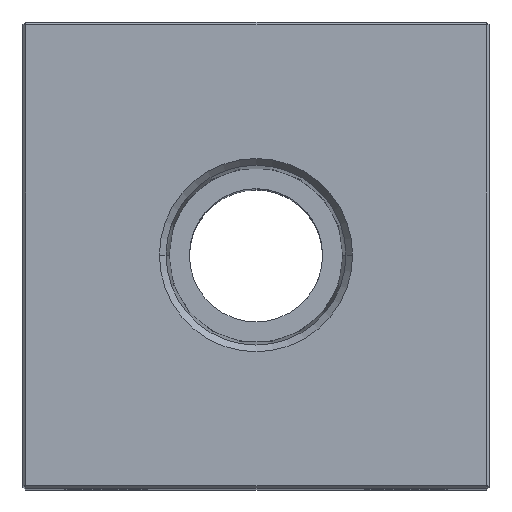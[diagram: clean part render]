
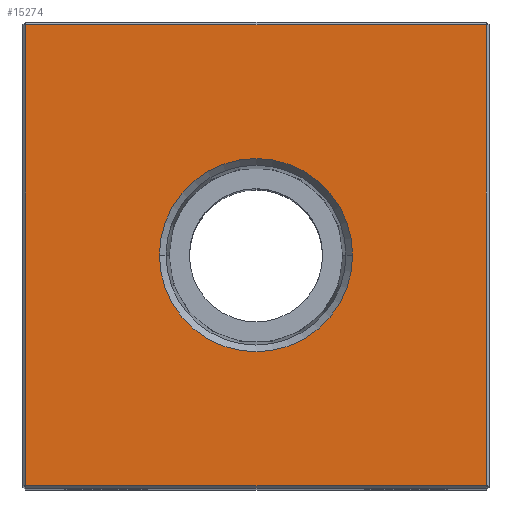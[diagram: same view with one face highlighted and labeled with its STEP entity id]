
A CAD part, top view. The second image highlights one B-rep face of the part: STEP entity #15274.
In plain terms, the highlighted planar face has unit normal (0, 0, 1).
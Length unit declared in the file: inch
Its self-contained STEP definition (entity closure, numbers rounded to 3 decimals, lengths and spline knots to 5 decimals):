
#107 = LINE ( 'NONE', #19942, #19760 ) ;
#256 = DIRECTION ( 'NONE',  ( 0., 0., 1. ) ) ;
#478 = CARTESIAN_POINT ( 'NONE',  ( 0., 0., 3.75 ) ) ;
#623 = EDGE_CURVE ( 'NONE', #24624, #22252, #30324, .T. ) ;
#1461 = ORIENTED_EDGE ( 'NONE', *, *, #23672, .T. ) ;
#1522 = EDGE_CURVE ( 'NONE', #17745, #9813, #8040, .T. ) ;
#2682 = DIRECTION ( 'NONE',  ( 0., 0., 1. ) ) ;
#2950 = VECTOR ( 'NONE', #19367, 39.37008 ) ;
#3332 = EDGE_CURVE ( 'NONE', #22252, #14645, #9902, .T. ) ;
#3437 = VECTOR ( 'NONE', #20829, 39.37008 ) ;
#4011 = AXIS2_PLACEMENT_3D ( 'NONE', #14590, #31731, #17084 ) ;
#6763 = CARTESIAN_POINT ( 'NONE',  ( 0.865, 0.865, 3.75 ) ) ;
#8040 = CIRCLE ( 'NONE', #23265, 0.3626 ) ;
#8298 = AXIS2_PLACEMENT_3D ( 'NONE', #17395, #2682, #19856 ) ;
#9334 = CARTESIAN_POINT ( 'NONE',  ( 0.865, -0.865, 3.75 ) ) ;
#9395 = CARTESIAN_POINT ( 'NONE',  ( -0.865, -0.865, 3.75 ) ) ;
#9448 = LINE ( 'NONE', #11980, #2950 ) ;
#9813 = VERTEX_POINT ( 'NONE', #20494 ) ;
#9902 = LINE ( 'NONE', #21025, #3437 ) ;
#10432 = ORIENTED_EDGE ( 'NONE', *, *, #3332, .T. ) ;
#10473 = EDGE_CURVE ( 'NONE', #14645, #17272, #9448, .T. ) ;
#11496 = VECTOR ( 'NONE', #22174, 39.37008 ) ;
#11980 = CARTESIAN_POINT ( 'NONE',  ( 0., -0.865, 3.75 ) ) ;
#14478 = PLANE ( 'NONE',  #4011 ) ;
#14590 = CARTESIAN_POINT ( 'NONE',  ( 0., 0., 3.75 ) ) ;
#14645 = VERTEX_POINT ( 'NONE', #9395 ) ;
#15243 = FACE_OUTER_BOUND ( 'NONE', #19852, .T. ) ;
#15274 = ADVANCED_FACE ( 'NONE', ( #15243, #28317 ), #14478, .F. ) ;
#15941 = ORIENTED_EDGE ( 'NONE', *, *, #25944, .F. ) ;
#17084 = DIRECTION ( 'NONE',  ( -1., 0., 0. ) ) ;
#17173 = CARTESIAN_POINT ( 'NONE',  ( 0., 0.865, 3.75 ) ) ;
#17272 = VERTEX_POINT ( 'NONE', #9334 ) ;
#17395 = CARTESIAN_POINT ( 'NONE',  ( 0., 0., 3.75 ) ) ;
#17745 = VERTEX_POINT ( 'NONE', #27025 ) ;
#19043 = ORIENTED_EDGE ( 'NONE', *, *, #623, .T. ) ;
#19367 = DIRECTION ( 'NONE',  ( 1., 0., 0. ) ) ;
#19760 = VECTOR ( 'NONE', #22922, 39.37008 ) ;
#19852 = EDGE_LOOP ( 'NONE', ( #10432, #25506, #1461, #19043 ) ) ;
#19856 = DIRECTION ( 'NONE',  ( 1., 0., 0. ) ) ;
#19942 = CARTESIAN_POINT ( 'NONE',  ( 0.865, 0., 3.75 ) ) ;
#20494 = CARTESIAN_POINT ( 'NONE',  ( 0.3626, 0., 3.75 ) ) ;
#20829 = DIRECTION ( 'NONE',  ( 0., -1., 0. ) ) ;
#20892 = DIRECTION ( 'NONE',  ( 1., 0., 0. ) ) ;
#21025 = CARTESIAN_POINT ( 'NONE',  ( -0.865, 0., 3.75 ) ) ;
#22102 = EDGE_LOOP ( 'NONE', ( #15941, #25866 ) ) ;
#22174 = DIRECTION ( 'NONE',  ( -1., 0., 0. ) ) ;
#22252 = VERTEX_POINT ( 'NONE', #26257 ) ;
#22922 = DIRECTION ( 'NONE',  ( 0., 1., 0. ) ) ;
#23265 = AXIS2_PLACEMENT_3D ( 'NONE', #478, #256, #20892 ) ;
#23672 = EDGE_CURVE ( 'NONE', #17272, #24624, #107, .T. ) ;
#24591 = CIRCLE ( 'NONE', #8298, 0.3626 ) ;
#24624 = VERTEX_POINT ( 'NONE', #6763 ) ;
#25506 = ORIENTED_EDGE ( 'NONE', *, *, #10473, .T. ) ;
#25866 = ORIENTED_EDGE ( 'NONE', *, *, #1522, .F. ) ;
#25944 = EDGE_CURVE ( 'NONE', #9813, #17745, #24591, .T. ) ;
#26257 = CARTESIAN_POINT ( 'NONE',  ( -0.865, 0.865, 3.75 ) ) ;
#27025 = CARTESIAN_POINT ( 'NONE',  ( -0.3626, 0., 3.75 ) ) ;
#28317 = FACE_BOUND ( 'NONE', #22102, .T. ) ;
#30324 = LINE ( 'NONE', #17173, #11496 ) ;
#31731 = DIRECTION ( 'NONE',  ( 0., 0., -1. ) ) ;
